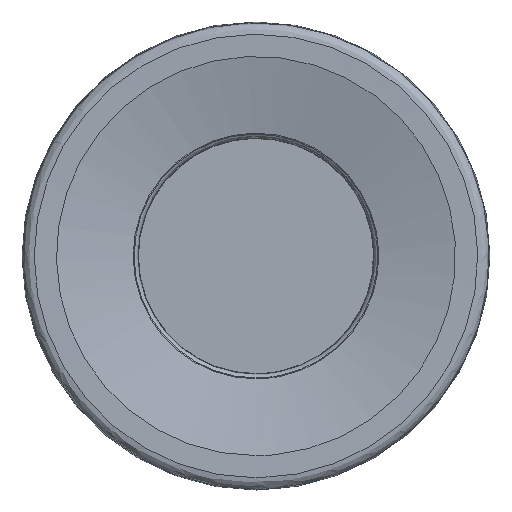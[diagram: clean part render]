
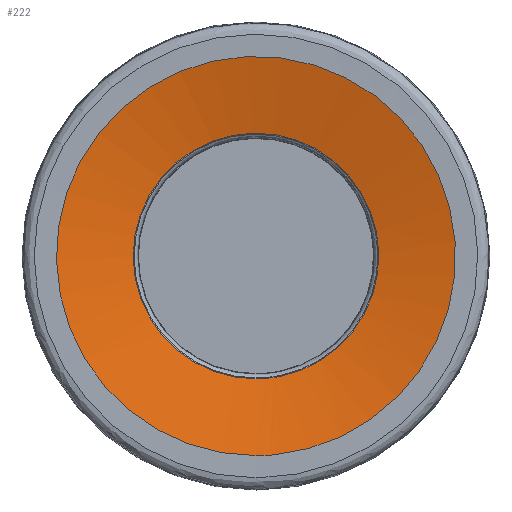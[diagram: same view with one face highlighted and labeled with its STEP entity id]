
A CAD part, left-side view. The second image highlights one B-rep face of the part: STEP entity #222.
In plain terms, the highlighted face is a revolution surface.
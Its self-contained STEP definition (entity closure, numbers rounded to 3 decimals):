
#45=SURFACE_OF_REVOLUTION('',#65,#59);
#59=AXIS1_PLACEMENT('',#717,#609);
#65=LINE('',#716,#71);
#71=VECTOR('',#608,5.532);
#222=ADVANCED_FACE('',(#274,#275),#45,.T.);
#274=FACE_BOUND('',#326,.T.);
#275=FACE_BOUND('',#327,.T.);
#326=EDGE_LOOP('',(#378));
#327=EDGE_LOOP('',(#379));
#378=ORIENTED_EDGE('',*,*,#419,.F.);
#379=ORIENTED_EDGE('',*,*,#431,.T.);
#393=VERTEX_POINT('',#651);
#405=VERTEX_POINT('',#713);
#419=EDGE_CURVE('',#393,#393,#445,.T.);
#431=EDGE_CURVE('',#405,#405,#457,.T.);
#445=CIRCLE('',#485,13.692);
#457=CIRCLE('',#500,8.424);
#485=AXIS2_PLACEMENT_3D('',#650,#556,#557);
#500=AXIS2_PLACEMENT_3D('',#712,#603,#604);
#556=DIRECTION('',(1.,0.,0.));
#557=DIRECTION('',(0.,0.,-1.));
#603=DIRECTION('',(1.,0.,0.));
#604=DIRECTION('',(0.,0.,-1.));
#608=DIRECTION('',(-0.215,-0.966,-0.143));
#609=DIRECTION('',(1.,0.,0.));
#650=CARTESIAN_POINT('',(0.048,0.,0.));
#651=CARTESIAN_POINT('',(0.048,0.,-13.692));
#712=CARTESIAN_POINT('',(1.24,0.,0.));
#713=CARTESIAN_POINT('',(1.24,0.,-8.424));
#716=CARTESIAN_POINT('',(1.24,-8.343,1.171));
#717=CARTESIAN_POINT('',(15.799,0.,0.));
